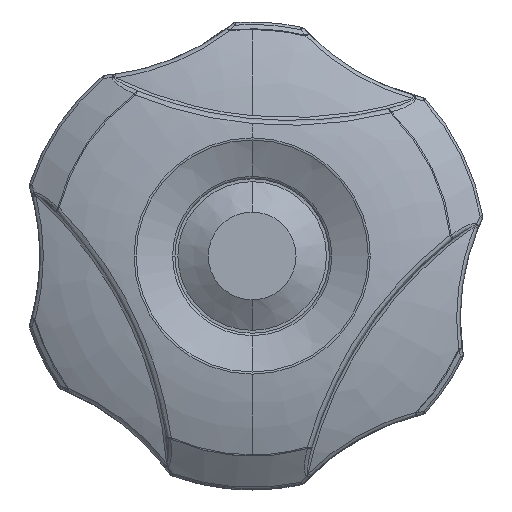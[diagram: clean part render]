
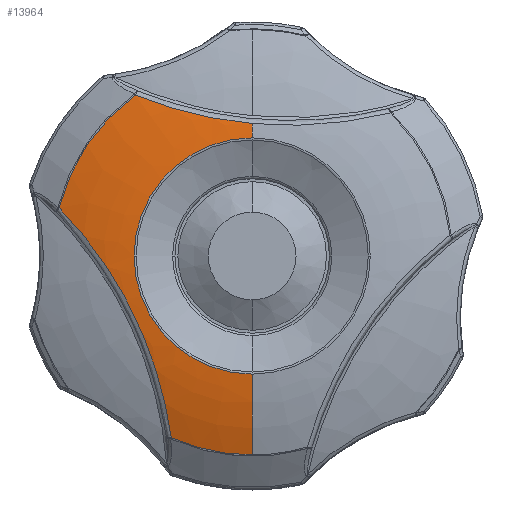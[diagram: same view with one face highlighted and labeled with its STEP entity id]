
A CAD part, left-side view. The second image highlights one B-rep face of the part: STEP entity #13964.
In plain terms, the highlighted toroidal (fillet/blend) face has major radius 6.511 mm and minor radius 30.6 mm.
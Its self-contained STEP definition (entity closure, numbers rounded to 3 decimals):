
#161 = AXIS2_PLACEMENT_3D ( 'NONE', #10685, #14543, #10513 ) ;
#443 = CARTESIAN_POINT ( 'NONE',  ( -21.377, 1.728, 11.512 ) ) ;
#549 = DIRECTION ( 'NONE',  ( 1., 0., 0. ) ) ;
#614 = CARTESIAN_POINT ( 'NONE',  ( -19.949, 9.994, 13.753 ) ) ;
#652 = FACE_OUTER_BOUND ( 'NONE', #10469, .T. ) ;
#1158 = AXIS2_PLACEMENT_3D ( 'NONE', #17767, #6645, #14930 ) ;
#1254 = ORIENTED_EDGE ( 'NONE', *, *, #10790, .T. ) ;
#1530 = CARTESIAN_POINT ( 'NONE',  ( -19.949, 16.495, 4.114 ) ) ;
#1775 = CARTESIAN_POINT ( 'NONE',  ( -21.424, 0., 11.318 ) ) ;
#1838 = VERTEX_POINT ( 'NONE', #6626 ) ;
#2624 = TOROIDAL_SURFACE ( 'NONE', #15037, 6.511, 30.6 ) ;
#3101 = CARTESIAN_POINT ( 'NONE',  ( -20.846, 14.087, 1.364 ) ) ;
#3273 = CIRCLE ( 'NONE', #6171, 10.093 ) ;
#3318 = DIRECTION ( 'NONE',  ( 0., -1., 0. ) ) ;
#3387 = CARTESIAN_POINT ( 'NONE',  ( -20.796, 6.794, 12.626 ) ) ;
#3454 = CARTESIAN_POINT ( 'NONE',  ( -20.996, 7.831, -11.044 ) ) ;
#3565 = DIRECTION ( 'NONE',  ( 0., 0., -1. ) ) ;
#3566 = VERTEX_POINT ( 'NONE', #1530 ) ;
#3595 = EDGE_CURVE ( 'NONE', #1838, #3781, #3273, .T. ) ;
#3781 = VERTEX_POINT ( 'NONE', #12709 ) ;
#3972 = ORIENTED_EDGE ( 'NONE', *, *, #4108, .T. ) ;
#4108 = EDGE_CURVE ( 'NONE', #11547, #1838, #16900, .T. ) ;
#4279 = CIRCLE ( 'NONE', #14358, 30.6 ) ;
#4631 = CARTESIAN_POINT ( 'NONE',  ( -20.229, 15.869, 3.464 ) ) ;
#4754 = VERTEX_POINT ( 'NONE', #17695 ) ;
#4780 = ORIENTED_EDGE ( 'NONE', *, *, #11208, .T. ) ;
#5101 = CARTESIAN_POINT ( 'NONE',  ( -19.949, 6.914, -15.532 ) ) ;
#5356 = CARTESIAN_POINT ( 'NONE',  ( -21.593, 0., 0. ) ) ;
#5492 = CIRCLE ( 'NONE', #14703, 17.001 ) ;
#6074 = CARTESIAN_POINT ( 'NONE',  ( -21.304, 11.942, -1.681 ) ) ;
#6100 = CARTESIAN_POINT ( 'NONE',  ( -20.943, 5.97, 12.391 ) ) ;
#6171 = AXIS2_PLACEMENT_3D ( 'NONE', #5356, #549, #3318 ) ;
#6454 = CARTESIAN_POINT ( 'NONE',  ( -21.406, 9.361, -6.626 ) ) ;
#6626 = CARTESIAN_POINT ( 'NONE',  ( -21.593, 0., -10.093 ) ) ;
#6645 = DIRECTION ( 'NONE',  ( 1., 0., 0. ) ) ;
#7157 = EDGE_CURVE ( 'NONE', #9347, #9677, #4279, .T. ) ;
#7214 = CARTESIAN_POINT ( 'NONE',  ( -21.259, 3.448, 11.803 ) ) ;
#7310 = CARTESIAN_POINT ( 'NONE',  ( -21.411, 0.863, 11.398 ) ) ;
#7645 = EDGE_CURVE ( 'NONE', #11547, #4754, #5492, .T. ) ;
#7740 = DIRECTION ( 'NONE',  ( 0., -1., 0. ) ) ;
#7746 = CARTESIAN_POINT ( 'NONE',  ( -19.949, 0., 0. ) ) ;
#7829 = CARTESIAN_POINT ( 'NONE',  ( -21.304, 8.676, -8.378 ) ) ;
#8636 = CARTESIAN_POINT ( 'NONE',  ( -20.997, 13.518, 0.62 ) ) ;
#8663 = B_SPLINE_CURVE_WITH_KNOTS ( 'NONE', 3,
 ( #10002, #4631, #15479, #3101, #8636, #12947, #6074, #13307, #10620, #16029, #6454, #7829, #11694, #3454, #14573, #11872, #13214, #5101 ),
 .UNSPECIFIED., .F., .F.,
 ( 4, 2, 2, 2, 2, 2, 2, 2, 4 ),
 ( 0., 0.003, 0.006, 0.008, 0.011, 0.014, 0.017, 0.02, 0.023 ),
 .UNSPECIFIED. ) ;
#8770 = CARTESIAN_POINT ( 'NONE',  ( -21.424, 0., 11.318 ) ) ;
#8840 = CARTESIAN_POINT ( 'NONE',  ( -20.429, 8.417, 13.15 ) ) ;
#8885 = ORIENTED_EDGE ( 'NONE', *, *, #12811, .T. ) ;
#8894 = VERTEX_POINT ( 'NONE', #9694 ) ;
#9004 = DIRECTION ( 'NONE',  ( 1., 0., 0. ) ) ;
#9063 = CARTESIAN_POINT ( 'NONE',  ( 8.796, 0., 0. ) ) ;
#9275 = DIRECTION ( 'NONE',  ( -1., 0., 0. ) ) ;
#9347 = VERTEX_POINT ( 'NONE', #8770 ) ;
#9644 = ORIENTED_EDGE ( 'NONE', *, *, #3595, .T. ) ;
#9677 = VERTEX_POINT ( 'NONE', #12743 ) ;
#9694 = CARTESIAN_POINT ( 'NONE',  ( -19.949, 9.994, 13.753 ) ) ;
#10002 = CARTESIAN_POINT ( 'NONE',  ( -19.949, 16.495, 4.114 ) ) ;
#10288 = CARTESIAN_POINT ( 'NONE',  ( -20.208, 9.217, 13.441 ) ) ;
#10469 = EDGE_LOOP ( 'NONE', ( #11596, #3972, #9644, #12158, #16219, #4780, #8885, #1254 ) ) ;
#10513 = DIRECTION ( 'NONE',  ( 0., 0., 1. ) ) ;
#10620 = CARTESIAN_POINT ( 'NONE',  ( -21.429, 10.555, -4.096 ) ) ;
#10683 = CIRCLE ( 'NONE', #1158, 10.093 ) ;
#10685 = CARTESIAN_POINT ( 'NONE',  ( 8.796, 0., -6.511 ) ) ;
#10790 = EDGE_CURVE ( 'NONE', #3566, #4754, #8663, .T. ) ;
#11208 = EDGE_CURVE ( 'NONE', #9347, #8894, #12741, .T. ) ;
#11547 = VERTEX_POINT ( 'NONE', #12057 ) ;
#11596 = ORIENTED_EDGE ( 'NONE', *, *, #7645, .F. ) ;
#11694 = CARTESIAN_POINT ( 'NONE',  ( -21.224, 8.369, -9.265 ) ) ;
#11778 = CARTESIAN_POINT ( 'NONE',  ( -19.949, 0., 0. ) ) ;
#11852 = CIRCLE ( 'NONE', #15594, 17.001 ) ;
#11872 = CARTESIAN_POINT ( 'NONE',  ( -20.463, 7.203, -13.735 ) ) ;
#11906 = EDGE_CURVE ( 'NONE', #3781, #9677, #10683, .T. ) ;
#12057 = CARTESIAN_POINT ( 'NONE',  ( -19.949, 0., -17.001 ) ) ;
#12158 = ORIENTED_EDGE ( 'NONE', *, *, #11906, .T. ) ;
#12456 = CARTESIAN_POINT ( 'NONE',  ( 8.796, 0., 6.511 ) ) ;
#12709 = CARTESIAN_POINT ( 'NONE',  ( -21.593, 10.093, 0. ) ) ;
#12741 = B_SPLINE_CURVE_WITH_KNOTS ( 'NONE', 3,
 ( #1775, #7310, #443, #7214, #15420, #6100, #3387, #8840, #10288, #614 ),
 .UNSPECIFIED., .F., .F.,
 ( 4, 2, 2, 2, 4 ),
 ( 0.012, 0.015, 0.017, 0.02, 0.023 ),
 .UNSPECIFIED. ) ;
#12743 = CARTESIAN_POINT ( 'NONE',  ( -21.593, 0., 10.093 ) ) ;
#12811 = EDGE_CURVE ( 'NONE', #8894, #3566, #11852, .T. ) ;
#12947 = CARTESIAN_POINT ( 'NONE',  ( -21.225, 12.446, -0.901 ) ) ;
#13214 = CARTESIAN_POINT ( 'NONE',  ( -20.228, 7.04, -14.638 ) ) ;
#13307 = CARTESIAN_POINT ( 'NONE',  ( -21.405, 10.996, -3.279 ) ) ;
#13964 = ADVANCED_FACE ( 'NONE', ( #652 ), #2624, .T. ) ;
#14358 = AXIS2_PLACEMENT_3D ( 'NONE', #12456, #17817, #15076 ) ;
#14543 = DIRECTION ( 'NONE',  ( 0., 1., 0. ) ) ;
#14573 = CARTESIAN_POINT ( 'NONE',  ( -20.846, 7.598, -11.939 ) ) ;
#14703 = AXIS2_PLACEMENT_3D ( 'NONE', #11778, #9004, #7740 ) ;
#14930 = DIRECTION ( 'NONE',  ( 0., -1., 0. ) ) ;
#15037 = AXIS2_PLACEMENT_3D ( 'NONE', #9063, #17270, #17462 ) ;
#15076 = DIRECTION ( 'NONE',  ( 1., 0., 0. ) ) ;
#15420 = CARTESIAN_POINT ( 'NONE',  ( -21.174, 4.297, 11.98 ) ) ;
#15479 = CARTESIAN_POINT ( 'NONE',  ( -20.462, 15.261, 2.784 ) ) ;
#15594 = AXIS2_PLACEMENT_3D ( 'NONE', #7746, #9275, #3565 ) ;
#16029 = CARTESIAN_POINT ( 'NONE',  ( -21.43, 9.737, -5.77 ) ) ;
#16219 = ORIENTED_EDGE ( 'NONE', *, *, #7157, .F. ) ;
#16900 = CIRCLE ( 'NONE', #161, 30.6 ) ;
#17270 = DIRECTION ( 'NONE',  ( -1., 0., 0. ) ) ;
#17462 = DIRECTION ( 'NONE',  ( 0., 0., 1. ) ) ;
#17695 = CARTESIAN_POINT ( 'NONE',  ( -19.949, 6.914, -15.532 ) ) ;
#17767 = CARTESIAN_POINT ( 'NONE',  ( -21.593, 0., 0. ) ) ;
#17817 = DIRECTION ( 'NONE',  ( 0., -1., 0. ) ) ;
